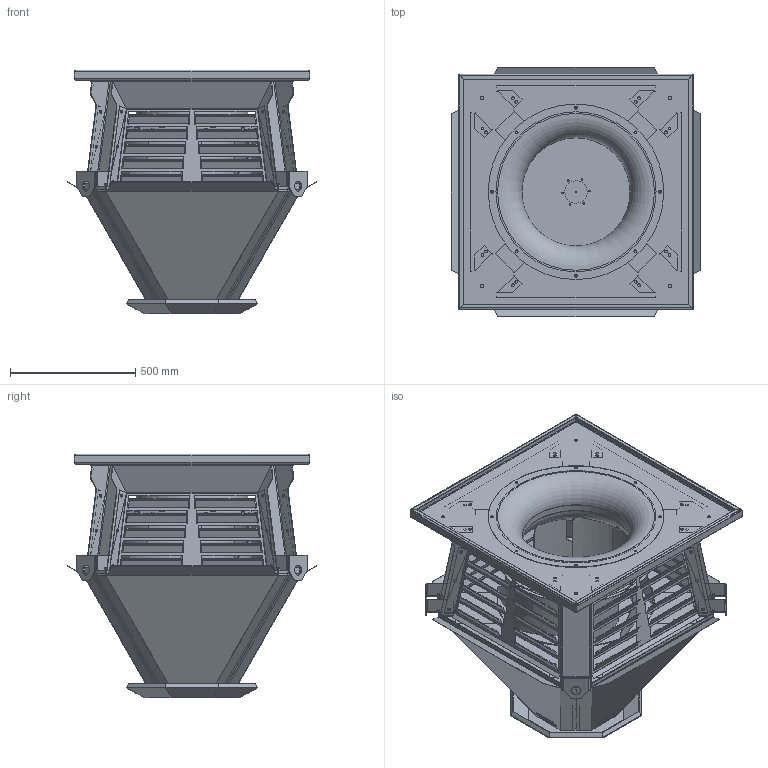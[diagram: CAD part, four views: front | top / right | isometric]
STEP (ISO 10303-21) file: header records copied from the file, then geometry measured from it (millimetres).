
FILE_DESCRIPTION(('STEP AP203'), '1');
FILE_NAME('ﾂﾊﾐ 6.3', '', ('UNSPECIFIED'), ('UNSPECIFIED'), 'ASCON STEP Converter 1.3', 'ASCON Math Kernel', '');
FILE_SCHEMA(('CONFIG_CONTROL_DESIGN'));
Length unit declared in the file: millimetre
Products named in the file (1): 薹剟 6.3
Bounding box: 995.84 x 995.84 x 972.1 mm (x, y, z)
Volume: 15862166.9 mm3; surface area: 13796738.8 mm2
Topology: 3 solids, 3 shells, 3586 faces, 9046 edges, 5262 vertices
Faces by surface type: plane 2392, cylinder 989, bspline 200, torus 5
Full cylindrical faces by diameter (mm): 5 x5, 6.5 x6, 8.5 x8, 11.3 x128, 13.3 x16, 15 x68, 16 x4, 40 x4, 90 x1, 131 x2, 431 x1, 435 x1, 441 x1, 445 x1, 630 x1, 638 x1, 700 x1
Entity records: 140839 total; most frequent: CARTESIAN_POINT 26908, ORIENTED_EDGE 17578, DIRECTION 17099, EDGE_CURVE 8789, LINE 6061, VECTOR 6061, AXIS2_PLACEMENT_3D 5519, VERTEX_POINT 5272
